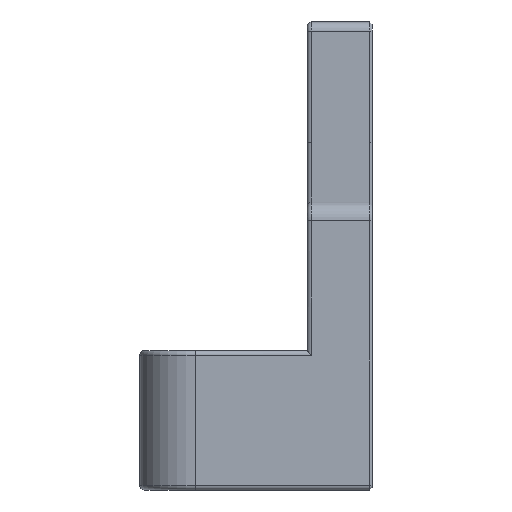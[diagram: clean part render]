
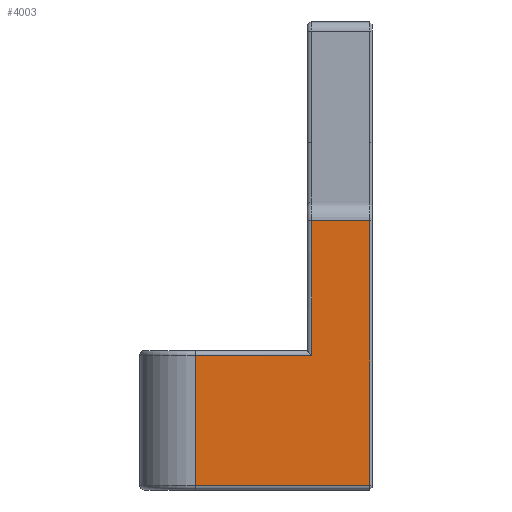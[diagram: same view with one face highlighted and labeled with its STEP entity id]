
A CAD part, left-side view. The second image highlights one B-rep face of the part: STEP entity #4003.
In plain terms, the highlighted planar face has unit normal (-1, 0, 0).
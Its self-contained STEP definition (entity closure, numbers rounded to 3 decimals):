
#20 = CARTESIAN_POINT ( 'NONE',  ( -12.89, 12., 30. ) ) ;
#154 = PLANE ( 'NONE',  #4350 ) ;
#267 = CARTESIAN_POINT ( 'NONE',  ( -12.89, 12., 15.5 ) ) ;
#323 = VERTEX_POINT ( 'NONE', #1261 ) ;
#410 = EDGE_CURVE ( 'NONE', #3448, #656, #3801, .T. ) ;
#585 = EDGE_CURVE ( 'NONE', #323, #3053, #3224, .T. ) ;
#656 = VERTEX_POINT ( 'NONE', #1294 ) ;
#723 = LINE ( 'NONE', #20, #3718 ) ;
#900 = EDGE_CURVE ( 'NONE', #2158, #1007, #1520, .T. ) ;
#1007 = VERTEX_POINT ( 'NONE', #267 ) ;
#1077 = VECTOR ( 'NONE', #1776, 1000. ) ;
#1148 = ORIENTED_EDGE ( 'NONE', *, *, #585, .F. ) ;
#1149 = CARTESIAN_POINT ( 'NONE',  ( -12.89, 0., 44. ) ) ;
#1261 = CARTESIAN_POINT ( 'NONE',  ( -12.89, -0.5, 44. ) ) ;
#1294 = CARTESIAN_POINT ( 'NONE',  ( -12.89, -0.5, 29.5 ) ) ;
#1520 = LINE ( 'NONE', #2921, #1546 ) ;
#1526 = CARTESIAN_POINT ( 'NONE',  ( -12.89, 12., 29.5 ) ) ;
#1533 = CARTESIAN_POINT ( 'NONE',  ( -12.89, 0., 30. ) ) ;
#1546 = VECTOR ( 'NONE', #3660, 1000. ) ;
#1556 = CARTESIAN_POINT ( 'NONE',  ( -12.89, -0.5, 44. ) ) ;
#1649 = ORIENTED_EDGE ( 'NONE', *, *, #410, .F. ) ;
#1776 = DIRECTION ( 'NONE',  ( 0., 0., -1. ) ) ;
#1796 = CARTESIAN_POINT ( 'NONE',  ( -12.89, -6.75, 15.5 ) ) ;
#1874 = LINE ( 'NONE', #1556, #2252 ) ;
#1922 = DIRECTION ( 'NONE',  ( 0., 0., 1. ) ) ;
#2095 = ORIENTED_EDGE ( 'NONE', *, *, #3003, .F. ) ;
#2158 = VERTEX_POINT ( 'NONE', #2814 ) ;
#2174 = DIRECTION ( 'NONE',  ( -1., 0., 0. ) ) ;
#2252 = VECTOR ( 'NONE', #1922, 1000. ) ;
#2602 = DIRECTION ( 'NONE',  ( 0., 0., -1. ) ) ;
#2639 = ORIENTED_EDGE ( 'NONE', *, *, #900, .F. ) ;
#2799 = DIRECTION ( 'NONE',  ( 0., 0., 1. ) ) ;
#2814 = CARTESIAN_POINT ( 'NONE',  ( -12.89, -6.75, 15.5 ) ) ;
#2921 = CARTESIAN_POINT ( 'NONE',  ( -12.89, 12., 15.5 ) ) ;
#2941 = VECTOR ( 'NONE', #3932, 1000. ) ;
#3003 = EDGE_CURVE ( 'NONE', #656, #323, #1874, .T. ) ;
#3053 = VERTEX_POINT ( 'NONE', #4373 ) ;
#3092 = DIRECTION ( 'NONE',  ( 0., -1., 0. ) ) ;
#3224 = LINE ( 'NONE', #1149, #2941 ) ;
#3290 = FACE_OUTER_BOUND ( 'NONE', #4294, .T. ) ;
#3448 = VERTEX_POINT ( 'NONE', #1526 ) ;
#3562 = ORIENTED_EDGE ( 'NONE', *, *, #3588, .F. ) ;
#3564 = EDGE_CURVE ( 'NONE', #3053, #2158, #4243, .T. ) ;
#3588 = EDGE_CURVE ( 'NONE', #1007, #3448, #723, .T. ) ;
#3660 = DIRECTION ( 'NONE',  ( 0., 1., 0. ) ) ;
#3718 = VECTOR ( 'NONE', #2799, 1000. ) ;
#3801 = LINE ( 'NONE', #4503, #4107 ) ;
#3932 = DIRECTION ( 'NONE',  ( 0., -1., 0. ) ) ;
#3995 = ORIENTED_EDGE ( 'NONE', *, *, #3564, .F. ) ;
#4003 = ADVANCED_FACE ( 'NONE', ( #3290 ), #154, .T. ) ;
#4107 = VECTOR ( 'NONE', #3092, 1000. ) ;
#4243 = LINE ( 'NONE', #1796, #1077 ) ;
#4294 = EDGE_LOOP ( 'NONE', ( #1148, #2095, #1649, #3562, #2639, #3995 ) ) ;
#4350 = AXIS2_PLACEMENT_3D ( 'NONE', #1533, #2174, #2602 ) ;
#4373 = CARTESIAN_POINT ( 'NONE',  ( -12.89, -6.75, 44. ) ) ;
#4503 = CARTESIAN_POINT ( 'NONE',  ( -12.89, 0., 29.5 ) ) ;
